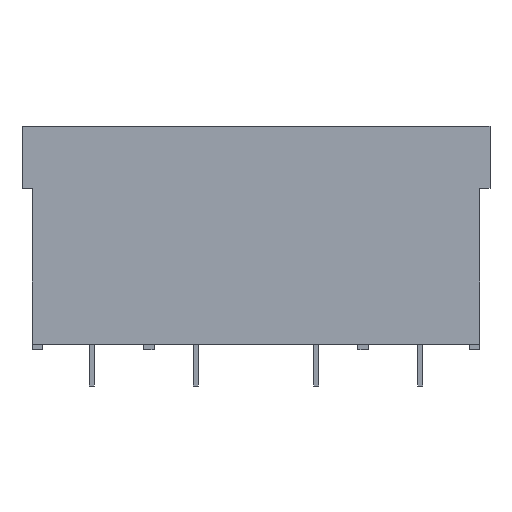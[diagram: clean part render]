
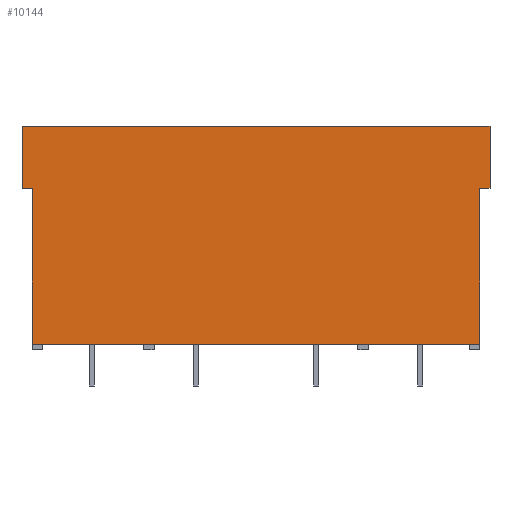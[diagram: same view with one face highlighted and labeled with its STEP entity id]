
A CAD part, left-side view. The second image highlights one B-rep face of the part: STEP entity #10144.
In plain terms, the highlighted planar face has unit normal (-1, 0, 0).
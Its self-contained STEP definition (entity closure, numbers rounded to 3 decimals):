
#5607=CARTESIAN_POINT('',(-20.0,22.5,21.5));
#5608=VERTEX_POINT('',#5607);
#5615=CARTESIAN_POINT('',(-20.0,-22.5,21.5));
#5616=VERTEX_POINT('',#5615);
#5617=CARTESIAN_POINT('',(-20.0,-22.5,21.5));
#5618=DIRECTION('',(0.0,1.0,0.0));
#5619=VECTOR('',#5618,45.0);
#5620=LINE('',#5617,#5619);
#5621=EDGE_CURVE('',#5616,#5608,#5620,.T.);
#7941=CARTESIAN_POINT('',(-20.0,21.5,15.5));
#7942=VERTEX_POINT('',#7941);
#7957=CARTESIAN_POINT('',(-20.0,21.5,0.5));
#7958=VERTEX_POINT('',#7957);
#7965=CARTESIAN_POINT('',(-20.0,21.5,0.5));
#7966=DIRECTION('',(0.0,0.0,1.0));
#7967=VECTOR('',#7966,15.0);
#7968=LINE('',#7965,#7967);
#7969=EDGE_CURVE('',#7958,#7942,#7968,.T.);
#7979=CARTESIAN_POINT('',(-20.0,-21.5,15.5));
#7980=VERTEX_POINT('',#7979);
#7989=CARTESIAN_POINT('',(-20.0,-21.5,0.5));
#7990=VERTEX_POINT('',#7989);
#7991=CARTESIAN_POINT('',(-20.0,-21.5,0.5));
#7992=DIRECTION('',(0.0,0.0,1.0));
#7993=VECTOR('',#7992,15.0);
#7994=LINE('',#7991,#7993);
#7995=EDGE_CURVE('',#7990,#7980,#7994,.T.);
#8019=CARTESIAN_POINT('',(-20.0,-21.5,0.5));
#8020=DIRECTION('',(0.0,1.0,0.0));
#8021=VECTOR('',#8020,43.);
#8022=LINE('',#8019,#8021);
#8023=EDGE_CURVE('',#7958,#7990,#8022,.F.);
#8042=CARTESIAN_POINT('',(-20.0,22.5,15.5));
#8043=VERTEX_POINT('',#8042);
#8044=CARTESIAN_POINT('',(-20.0,22.5,15.5));
#8045=DIRECTION('',(0.0,-1.0,0.0));
#8046=VECTOR('',#8045,1.);
#8047=LINE('',#8044,#8046);
#8048=EDGE_CURVE('',#8043,#7942,#8047,.T.);
#8081=CARTESIAN_POINT('',(-20.0,-22.5,15.5));
#8082=VERTEX_POINT('',#8081);
#8089=CARTESIAN_POINT('',(-20.0,-21.5,15.5));
#8090=DIRECTION('',(0.0,-1.0,0.0));
#8091=VECTOR('',#8090,1.0);
#8092=LINE('',#8089,#8091);
#8093=EDGE_CURVE('',#7980,#8082,#8092,.T.);
#10108=CARTESIAN_POINT('',(-20.0,22.5,21.5));
#10109=DIRECTION('',(0.0,0.0,-1.0));
#10110=VECTOR('',#10109,6.0);
#10111=LINE('',#10108,#10110);
#10112=EDGE_CURVE('',#5608,#8043,#10111,.T.);
#10124=CARTESIAN_POINT('',(-20.0,22.5,21.5));
#10125=DIRECTION('',(-1.0,0.0,0.0));
#10126=DIRECTION('',(0.0,0.0,1.0));
#10127=AXIS2_PLACEMENT_3D('',#10124,#10125,#10126);
#10128=PLANE('',#10127);
#10129=ORIENTED_EDGE('',*,*,#8048,.T.);
#10130=ORIENTED_EDGE('',*,*,#7969,.F.);
#10131=ORIENTED_EDGE('',*,*,#8023,.T.);
#10132=ORIENTED_EDGE('',*,*,#7995,.T.);
#10133=ORIENTED_EDGE('',*,*,#8093,.T.);
#10134=CARTESIAN_POINT('',(-20.0,-22.5,21.5));
#10135=DIRECTION('',(0.0,0.0,-1.0));
#10136=VECTOR('',#10135,6.0);
#10137=LINE('',#10134,#10136);
#10138=EDGE_CURVE('',#5616,#8082,#10137,.T.);
#10139=ORIENTED_EDGE('',*,*,#10138,.F.);
#10140=ORIENTED_EDGE('',*,*,#5621,.T.);
#10141=ORIENTED_EDGE('',*,*,#10112,.T.);
#10142=EDGE_LOOP('',(#10129,#10130,#10131,#10132,#10133,#10139,#10140,#10141));
#10143=FACE_OUTER_BOUND('',#10142,.T.);
#10144=ADVANCED_FACE('',(#10143),#10128,.T.);
